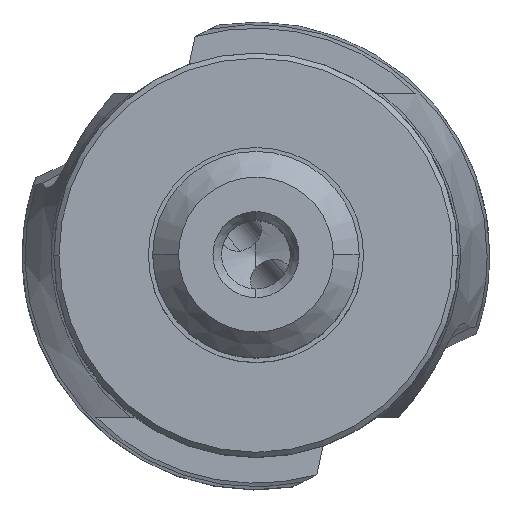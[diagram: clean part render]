
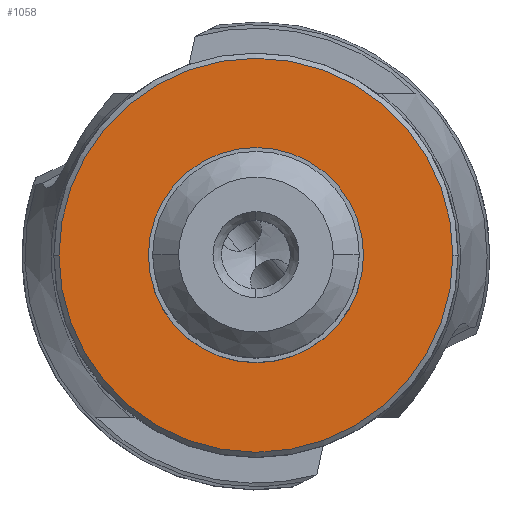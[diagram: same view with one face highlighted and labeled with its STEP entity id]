
A CAD part, top view. The second image highlights one B-rep face of the part: STEP entity #1058.
In plain terms, the highlighted planar face has unit normal (0, 0, 1).
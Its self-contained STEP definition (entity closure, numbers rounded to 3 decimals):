
#183=FACE_BOUND('',#1612,.T.);
#184=FACE_BOUND('',#1613,.T.);
#1058=ADVANCED_FACE('',(#183,#184),#1233,.T.);
#1233=PLANE('',#4678);
#1612=EDGE_LOOP('',(#2442,#2443,#2444));
#1613=EDGE_LOOP('',(#2445,#2446));
#2442=ORIENTED_EDGE('',*,*,#3852,.F.);
#2443=ORIENTED_EDGE('',*,*,#3853,.F.);
#2444=ORIENTED_EDGE('',*,*,#3854,.F.);
#2445=ORIENTED_EDGE('',*,*,#3855,.F.);
#2446=ORIENTED_EDGE('',*,*,#3856,.F.);
#3311=VERTEX_POINT('',#9535);
#3312=VERTEX_POINT('',#9537);
#3313=VERTEX_POINT('',#9541);
#3314=VERTEX_POINT('',#9544);
#3315=VERTEX_POINT('',#9545);
#3852=EDGE_CURVE('',#3312,#3311,#4203,.T.);
#3853=EDGE_CURVE('',#3313,#3312,#4204,.T.);
#3854=EDGE_CURVE('',#3311,#3313,#4205,.T.);
#3855=EDGE_CURVE('',#3314,#3315,#4206,.T.);
#3856=EDGE_CURVE('',#3315,#3314,#4207,.T.);
#4203=CIRCLE('',#4672,11.45);
#4204=CIRCLE('',#4674,11.45);
#4205=CIRCLE('',#4675,11.45);
#4206=CIRCLE('',#4676,6.25);
#4207=CIRCLE('',#4677,6.25);
#4672=AXIS2_PLACEMENT_3D('',#9538,#5560,#5561);
#4674=AXIS2_PLACEMENT_3D('',#9540,#5564,#5565);
#4675=AXIS2_PLACEMENT_3D('',#9542,#5566,#5567);
#4676=AXIS2_PLACEMENT_3D('',#9543,#5568,#5569);
#4677=AXIS2_PLACEMENT_3D('',#9546,#5570,#5571);
#4678=AXIS2_PLACEMENT_3D('',#9547,#5572,#5573);
#5560=DIRECTION('',(0.,0.,-1.));
#5561=DIRECTION('',(-1.,0.,0.));
#5564=DIRECTION('',(0.,0.,-1.));
#5565=DIRECTION('',(0.,-1.,0.));
#5566=DIRECTION('',(0.,0.,-1.));
#5567=DIRECTION('',(1.,0.,0.));
#5568=DIRECTION('',(0.,0.,1.));
#5569=DIRECTION('',(-1.,0.,0.));
#5570=DIRECTION('',(0.,0.,1.));
#5571=DIRECTION('',(1.,0.,0.));
#5572=DIRECTION('',(0.,0.,1.));
#5573=DIRECTION('',(-1.,0.,0.));
#9535=CARTESIAN_POINT('',(11.45,0.,0.));
#9537=CARTESIAN_POINT('',(-11.45,0.,0.));
#9538=CARTESIAN_POINT('',(0.,0.,0.));
#9540=CARTESIAN_POINT('',(0.,0.,0.));
#9541=CARTESIAN_POINT('',(0.,-11.45,0.));
#9542=CARTESIAN_POINT('',(0.,0.,0.));
#9543=CARTESIAN_POINT('',(0.,0.,0.));
#9544=CARTESIAN_POINT('',(-6.25,0.,0.));
#9545=CARTESIAN_POINT('',(6.25,0.,0.));
#9546=CARTESIAN_POINT('',(0.,0.,0.));
#9547=CARTESIAN_POINT('',(0.,0.,0.));
